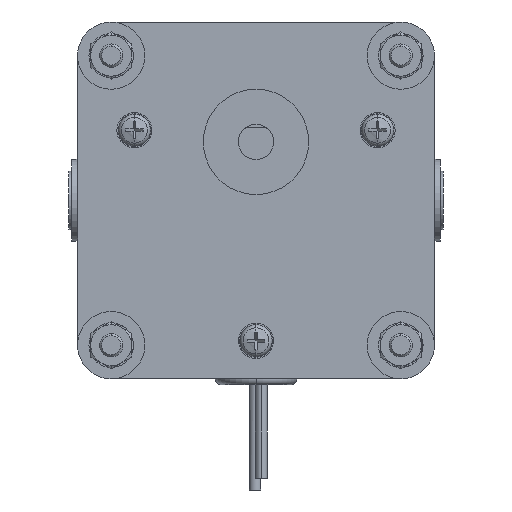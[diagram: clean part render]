
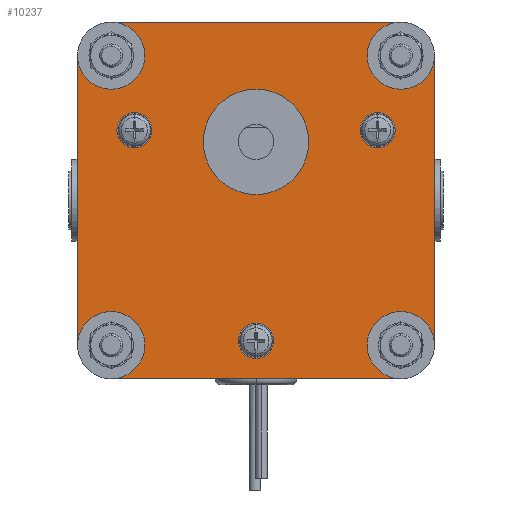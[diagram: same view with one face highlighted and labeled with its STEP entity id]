
A CAD part, left-side view. The second image highlights one B-rep face of the part: STEP entity #10237.
In plain terms, the highlighted planar face has unit normal (-1, 0, 0).
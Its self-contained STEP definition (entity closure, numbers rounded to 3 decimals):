
#9756=CARTESIAN_POINT('POINT9847',(1.,
   18.187,0.5));
#9757=VERTEX_POINT('VERTEX9847',#9756);
#9764=CARTESIAN_POINT('POINT9848',(1.,
   23.383,3.5));
#9765=VERTEX_POINT('VERTEX9848',#9764);
#9766=CARTESIAN_POINT('POS13561',(1.,
   20.785,2.));
#9767=DIRECTION('DIR21034',(1.,0.,
   0.));
#9768=DIRECTION('DIR21035',(0.,-0.866
   ,-0.5));
#9769=AXIS2_PLACEMENT_3D('AXIS7474',#9766,#9767,#9768);
#9770=CIRCLE('ELLIPSE3630',#9769,3.);
#9771=EDGE_CURVE('EDGE16127',#9765,#9757,#9770,.T.);
#9791=EDGE_CURVE('EDGE16129',#9757,#9765,#9770,.T.);
#9796=CARTESIAN_POINT('POINT9849',(1.,
   -18.187,0.5));
#9797=VERTEX_POINT('VERTEX9849',#9796);
#9804=CARTESIAN_POINT('POINT9850',(1.,
   -23.383,3.5));
#9805=VERTEX_POINT('VERTEX9850',#9804);
#9806=CARTESIAN_POINT('POS13565',(1.,
   -20.785,2.));
#9807=DIRECTION('DIR21040',(1.,0.,
   0.));
#9808=DIRECTION('DIR21041',(0.,0.866,
   -0.5));
#9809=AXIS2_PLACEMENT_3D('AXIS7476',#9806,#9807,#9808);
#9810=CIRCLE('ELLIPSE3631',#9809,3.);
#9811=EDGE_CURVE('EDGE16131',#9805,#9797,#9810,.T.);
#9831=EDGE_CURVE('EDGE16133',#9797,#9805,#9810,.T.);
#9836=CARTESIAN_POINT('POINT9851',(1.,0.,-31.));
#9837=VERTEX_POINT('VERTEX9851',#9836);
#9844=CARTESIAN_POINT('POINT9852',(1.,
   0.,-37.));
#9845=VERTEX_POINT('VERTEX9852',#9844);
#9846=CARTESIAN_POINT('POS13569',(1.,0.,
   -34.));
#9847=DIRECTION('DIR21046',(1.,0.,0.));
#9848=DIRECTION('DIR21047',(0.,0.,1.));
#9849=AXIS2_PLACEMENT_3D('AXIS7478',#9846,#9847,#9848);
#9850=CIRCLE('ELLIPSE3632',#9849,3.);
#9851=EDGE_CURVE('EDGE16135',#9845,#9837,#9850,.T.);
#9871=EDGE_CURVE('EDGE16137',#9837,#9845,#9850,.T.);
#9877=CARTESIAN_POINT('POINT9853',(1.,30.5,-34.75));
#9878=VERTEX_POINT('VERTEX9853',#9877);
#9885=CARTESIAN_POINT('POINT9854',(1.,30.5,14.75));
#9886=VERTEX_POINT('VERTEX9854',#9885);
#9887=CARTESIAN_POINT('POS13573',(1.,30.5,14.75));
#9888=DIRECTION('DIR21052',(0.,0.,-1.));
#9889=VECTOR('VEC6094',#9888,1.);
#9890=LINE('STRAIGHT6094',#9887,#9889);
#9891=EDGE_CURVE('EDGE16139',#9886,#9878,#9890,.T.);
#9907=CARTESIAN_POINT('POINT9855',(1.,24.75,20.5));
#9908=VERTEX_POINT('VERTEX9855',#9907);
#9923=CARTESIAN_POINT('POINT9856',(1.,24.75,
   9.));
#9924=VERTEX_POINT('VERTEX9856',#9923);
#9925=CARTESIAN_POINT('POS13578',(1.,24.75,
   14.75));
#9926=DIRECTION('DIR21058',(1.,0.,0.));
#9927=DIRECTION('DIR21059',(0.,0.,-1.));
#9928=AXIS2_PLACEMENT_3D('AXIS7481',#9925,#9926,#9927);
#9929=CIRCLE('ELLIPSE3633',#9928,5.75);
#9930=EDGE_CURVE('EDGE16143',#9924,#9886,#9929,.T.);
#9950=EDGE_CURVE('EDGE16145',#9908,#9924,#9929,.T.);
#9957=CARTESIAN_POINT('POINT9857',(1.,-24.75,20.5));
#9958=VERTEX_POINT('VERTEX9857',#9957);
#9959=CARTESIAN_POINT('POS13581',(1.,-24.75,20.5));
#9960=DIRECTION('DIR21063',(0.,1.,0.));
#9961=VECTOR('VEC6099',#9960,1.);
#9962=LINE('STRAIGHT6099',#9959,#9961);
#9963=EDGE_CURVE('EDGE16146',#9958,#9908,#9962,.T.);
#9979=CARTESIAN_POINT('POINT9858',(1.,-30.5,14.75));
#9980=VERTEX_POINT('VERTEX9858',#9979);
#9995=CARTESIAN_POINT('POINT9859',(1.,-19.,
   14.75));
#9996=VERTEX_POINT('VERTEX9859',#9995);
#9997=CARTESIAN_POINT('POS13586',(1.,-24.75,
   14.75));
#9998=DIRECTION('DIR21069',(1.,0.,0.));
#9999=DIRECTION('DIR21070',(0.,0.,-1.));
#10000=AXIS2_PLACEMENT_3D('AXIS7484',#9997,#9998,#9999);
#10001=CIRCLE('ELLIPSE3634',#10000,5.75);
#10002=EDGE_CURVE('EDGE16150',#9996,#9958,#10001,.T.);
#10023=EDGE_CURVE('EDGE16152',#9980,#9996,#10001,.T.);
#10030=CARTESIAN_POINT('POINT9860',(1.,-30.5,-34.75));
#10031=VERTEX_POINT('VERTEX9860',#10030);
#10032=CARTESIAN_POINT('POS13589',(1.,-30.5,
   -10.));
#10033=DIRECTION('DIR21074',(0.,0.,1.));
#10034=VECTOR('VEC6104',#10033,1.);
#10035=LINE('STRAIGHT6104',#10032,#10034);
#10036=EDGE_CURVE('EDGE16153',#10031,#9980,#10035,.T.);
#10052=CARTESIAN_POINT('POINT9861',(1.,-24.75,-40.5));
#10053=VERTEX_POINT('VERTEX9861',#10052);
#10068=CARTESIAN_POINT('POINT9862',(1.,-24.75,-29.));
#10069=VERTEX_POINT('VERTEX9862',#10068);
#10070=CARTESIAN_POINT('POS13594',(1.,-24.75,-34.75));
#10071=DIRECTION('DIR21080',(1.,0.,0.));
#10072=DIRECTION('DIR21081',(0.,0.,-1.));
#10073=AXIS2_PLACEMENT_3D('AXIS7487',#10070,#10071,#10072);
#10074=CIRCLE('ELLIPSE3635',#10073,5.75);
#10075=EDGE_CURVE('EDGE16157',#10069,#10031,#10074,.T.);
#10095=EDGE_CURVE('EDGE16159',#10053,#10069,#10074,.T.);
#10102=CARTESIAN_POINT('POINT9863',(1.,24.75,-40.5));
#10103=VERTEX_POINT('VERTEX9863',#10102);
#10104=CARTESIAN_POINT('POS13597',(1.,24.75,-40.5));
#10105=DIRECTION('DIR21085',(0.,-1.,0.));
#10106=VECTOR('VEC6109',#10105,1.);
#10107=LINE('STRAIGHT6109',#10104,#10106);
#10108=EDGE_CURVE('EDGE16160',#10103,#10053,#10107,.T.);
#10133=CARTESIAN_POINT('POINT9864',(1.,19.,-34.75));
#10134=VERTEX_POINT('VERTEX9864',#10133);
#10135=CARTESIAN_POINT('POS13601',(1.,24.75,-34.75));
#10136=DIRECTION('DIR21090',(1.,0.,0.));
#10137=DIRECTION('DIR21091',(0.,0.,-1.));
#10138=AXIS2_PLACEMENT_3D('AXIS7490',#10135,#10136,#10137);
#10139=CIRCLE('ELLIPSE3636',#10138,5.75);
#10140=EDGE_CURVE('EDGE16163',#10134,#10103,#10139,.T.);
#10161=EDGE_CURVE('EDGE16165',#9878,#10134,#10139,.T.);
#10191=ORIENTED_EDGE('COEDGE32411',*,*,#10161,.T.);
#10192=ORIENTED_EDGE('COEDGE32412',*,*,#10140,.T.);
#10193=ORIENTED_EDGE('COEDGE32413',*,*,#10108,.T.);
#10194=ORIENTED_EDGE('COEDGE32414',*,*,#10095,.T.);
#10195=ORIENTED_EDGE('COEDGE32415',*,*,#10075,.T.);
#10196=ORIENTED_EDGE('COEDGE32416',*,*,#10036,.T.);
#10197=ORIENTED_EDGE('COEDGE32417',*,*,#10023,.T.);
#10198=ORIENTED_EDGE('COEDGE32418',*,*,#10002,.T.);
#10199=ORIENTED_EDGE('COEDGE32419',*,*,#9963,.T.);
#10200=ORIENTED_EDGE('COEDGE32420',*,*,#9950,.T.);
#10201=ORIENTED_EDGE('COEDGE32421',*,*,#9930,.T.);
#10202=ORIENTED_EDGE('COEDGE32422',*,*,#9891,.T.);
#10203=EDGE_LOOP('NONE',(#10191,#10192,#10193,#10194,#10195,#10196,
   #10197,#10198,#10199,#10200,#10201,#10202));
#10204=FACE_BOUND('LOOP1',#10203,.T.);
#10205=ORIENTED_EDGE('COEDGE32423',*,*,#9871,.T.);
#10206=ORIENTED_EDGE('COEDGE32424',*,*,#9851,.T.);
#10207=EDGE_LOOP('NONE',(#10205,#10206));
#10208=FACE_BOUND('LOOP1',#10207,.T.);
#10209=ORIENTED_EDGE('COEDGE32425',*,*,#9831,.T.);
#10210=ORIENTED_EDGE('COEDGE32426',*,*,#9811,.T.);
#10211=EDGE_LOOP('NONE',(#10209,#10210));
#10212=FACE_BOUND('LOOP1',#10211,.T.);
#10213=ORIENTED_EDGE('COEDGE32427',*,*,#9791,.T.);
#10214=ORIENTED_EDGE('COEDGE32428',*,*,#9771,.T.);
#10215=EDGE_LOOP('NONE',(#10213,#10214));
#10216=FACE_BOUND('LOOP1',#10215,.T.);
#10217=CARTESIAN_POINT('POINT9867',(1.,0.,
   -9.));
#10218=VERTEX_POINT('VERTEX9867',#10217);
#10219=CARTESIAN_POINT('POINT9868',(1.,
   0.,9.));
#10220=VERTEX_POINT('VERTEX9868',#10219);
#10221=CARTESIAN_POINT('POS13606',(1.,0.,
   0.));
#10222=DIRECTION('DIR21099',(-1.,0.,0.))
   ;
#10223=DIRECTION('DIR21100',(0.,0.,1.));
#10224=AXIS2_PLACEMENT_3D('AXIS7494',#10221,#10222,#10223);
#10225=CIRCLE('ELLIPSE3638',#10224,9.);
#10226=EDGE_CURVE('EDGE16168',#10218,#10220,#10225,.T.);
#10227=ORIENTED_EDGE('COEDGE32429',*,*,#10226,.F.);
#10228=EDGE_CURVE('EDGE16169',#10220,#10218,#10225,.T.);
#10229=ORIENTED_EDGE('COEDGE32430',*,*,#10228,.F.);
#10230=EDGE_LOOP('NONE',(#10227,#10229));
#10231=FACE_BOUND('LOOP1',#10230,.T.);
#10232=CARTESIAN_POINT('POS13607',(1.,0.,
   -10.));
#10233=DIRECTION('DIR21101',(1.,0.,0.));
#10234=DIRECTION('DIR21102',(0.,1.,0.));
#10235=AXIS2_PLACEMENT_3D('AXIS7495',#10232,#10233,#10234);
#10236=PLANE('PLANE2273',#10235);
#10237=ADVANCED_FACE('FACE7020',(#10204,#10208,#10212,#10216,#10231),
   #10236,.F.);
